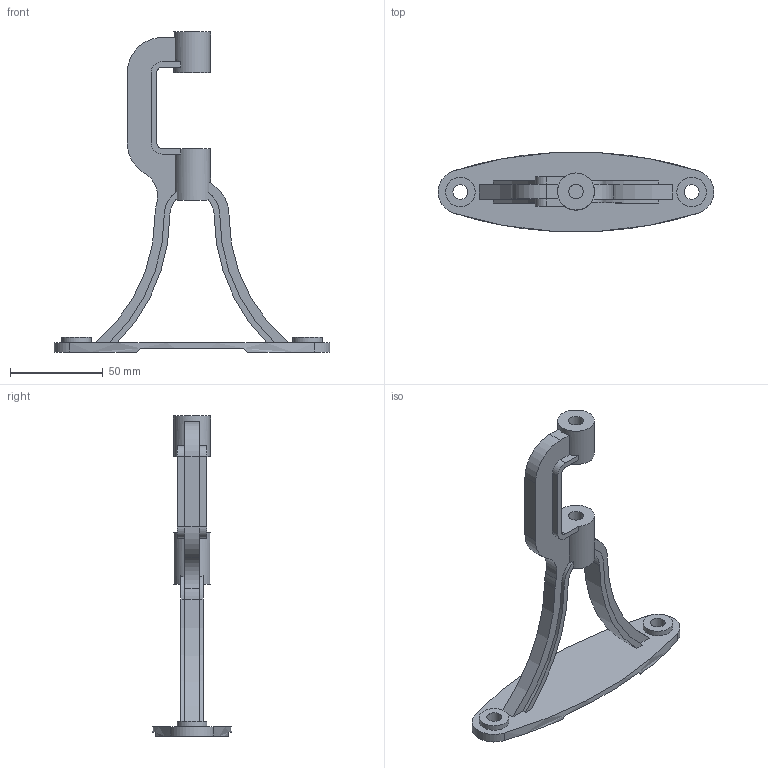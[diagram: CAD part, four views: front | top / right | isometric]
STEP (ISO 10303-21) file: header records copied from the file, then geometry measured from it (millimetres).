
FILE_DESCRIPTION(/* description */ (''),/* implementation_level */ '2;1');
FILE_NAME(/* name */ 'Part 079.stp',/* time_stamp */ '2015-02-24T15:11:21+02:00',/* author */ ('SFC'),/* organization */ (''),/* preprocessor_version */ 'ST-DEVELOPER v15.2',/* originating_system */ 'Autodesk Inventor 2014',/* authorisation */ '');
FILE_SCHEMA (('AUTOMOTIVE_DESIGN { 1 0 10303 214 3 1 1 }'));
Length unit declared in the file: millimetre
Products named in the file (1): Part 079
Bounding box: 148.91 x 42.83 x 173 mm (x, y, z)
Volume: 61318.7 mm3; surface area: 29552.8 mm2
Topology: 1 solids, 1 shells, 69 faces, 195 edges, 131 vertices
Faces by surface type: cylinder 37, plane 32
Full cylindrical faces by diameter (mm): 8 x4, 16 x2, 20 x1
Entity records: 2297 total; most frequent: CARTESIAN_POINT 416, DIRECTION 405, ORIENTED_EDGE 370, EDGE_CURVE 185, AXIS2_PLACEMENT_3D 159, VERTEX_POINT 128, EDGE_LOOP 89, LINE 87
